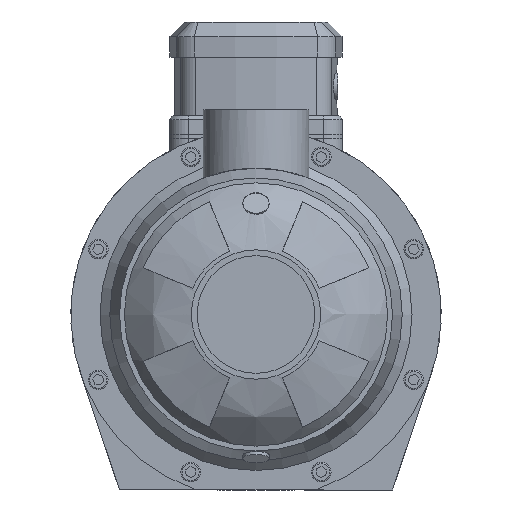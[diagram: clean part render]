
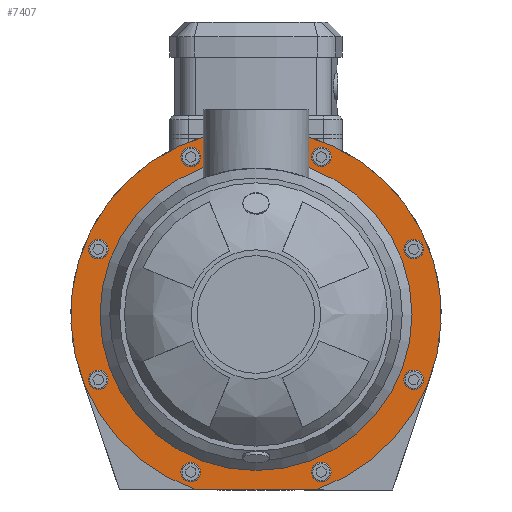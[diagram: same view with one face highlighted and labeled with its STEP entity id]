
A CAD part, left-side view. The second image highlights one B-rep face of the part: STEP entity #7407.
In plain terms, the highlighted planar face has unit normal (-1, 0, 0).
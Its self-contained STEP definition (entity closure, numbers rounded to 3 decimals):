
#155=LINE('',#10974,#827);
#827=VECTOR('',#8688,60.828);
#1501=PLANE('',#7877);
#1800=FACE_BOUND('',#2331,.T.);
#1801=FACE_BOUND('',#2332,.T.);
#1802=FACE_BOUND('',#2333,.T.);
#1803=FACE_BOUND('',#2334,.T.);
#1804=FACE_BOUND('',#2335,.T.);
#1805=FACE_BOUND('',#2336,.T.);
#1806=FACE_BOUND('',#2337,.T.);
#1807=FACE_BOUND('',#2338,.T.);
#1808=FACE_BOUND('',#2339,.T.);
#1873=FACE_OUTER_BOUND('',#2330,.T.);
#2330=EDGE_LOOP('',(#5090,#5091));
#2331=EDGE_LOOP('',(#5092));
#2332=EDGE_LOOP('',(#5093));
#2333=EDGE_LOOP('',(#5094));
#2334=EDGE_LOOP('',(#5095));
#2335=EDGE_LOOP('',(#5096));
#2336=EDGE_LOOP('',(#5097));
#2337=EDGE_LOOP('',(#5098));
#2338=EDGE_LOOP('',(#5099));
#2339=EDGE_LOOP('',(#5100));
#2853=CIRCLE('',#7875,95.);
#2855=CIRCLE('',#7878,80.);
#2856=CIRCLE('',#7879,5.);
#2857=CIRCLE('',#7880,5.);
#2858=CIRCLE('',#7881,5.);
#2859=CIRCLE('',#7882,5.);
#2860=CIRCLE('',#7883,5.);
#2861=CIRCLE('',#7884,5.);
#2862=CIRCLE('',#7885,5.);
#2863=CIRCLE('',#7886,5.);
#3229=VERTEX_POINT('',#10972);
#3230=VERTEX_POINT('',#10973);
#3233=VERTEX_POINT('',#10984);
#3234=VERTEX_POINT('',#10986);
#3235=VERTEX_POINT('',#10988);
#3236=VERTEX_POINT('',#10990);
#3237=VERTEX_POINT('',#10992);
#3238=VERTEX_POINT('',#10994);
#3239=VERTEX_POINT('',#10996);
#3240=VERTEX_POINT('',#10998);
#3241=VERTEX_POINT('',#11000);
#3970=EDGE_CURVE('',#3229,#3230,#155,.T.);
#3974=EDGE_CURVE('',#3230,#3229,#2853,.T.);
#3976=EDGE_CURVE('',#3233,#3233,#2855,.T.);
#3977=EDGE_CURVE('',#3234,#3234,#2856,.T.);
#3978=EDGE_CURVE('',#3235,#3235,#2857,.T.);
#3979=EDGE_CURVE('',#3236,#3236,#2858,.T.);
#3980=EDGE_CURVE('',#3237,#3237,#2859,.T.);
#3981=EDGE_CURVE('',#3238,#3238,#2860,.T.);
#3982=EDGE_CURVE('',#3239,#3239,#2861,.T.);
#3983=EDGE_CURVE('',#3240,#3240,#2862,.T.);
#3984=EDGE_CURVE('',#3241,#3241,#2863,.T.);
#5090=ORIENTED_EDGE('',*,*,#3970,.F.);
#5091=ORIENTED_EDGE('',*,*,#3974,.F.);
#5092=ORIENTED_EDGE('',*,*,#3976,.T.);
#5093=ORIENTED_EDGE('',*,*,#3977,.T.);
#5094=ORIENTED_EDGE('',*,*,#3978,.T.);
#5095=ORIENTED_EDGE('',*,*,#3979,.T.);
#5096=ORIENTED_EDGE('',*,*,#3980,.T.);
#5097=ORIENTED_EDGE('',*,*,#3981,.T.);
#5098=ORIENTED_EDGE('',*,*,#3982,.T.);
#5099=ORIENTED_EDGE('',*,*,#3983,.T.);
#5100=ORIENTED_EDGE('',*,*,#3984,.T.);
#7407=ADVANCED_FACE('',(#1873,#1800,#1801,#1802,#1803,#1804,#1805,#1806,
#1807,#1808),#1501,.T.);
#7875=AXIS2_PLACEMENT_3D('',#10981,#8694,#8695);
#7877=AXIS2_PLACEMENT_3D('',#10983,#8698,#8699);
#7878=AXIS2_PLACEMENT_3D('',#10985,#8700,#8701);
#7879=AXIS2_PLACEMENT_3D('',#10987,#8702,#8703);
#7880=AXIS2_PLACEMENT_3D('',#10989,#8704,#8705);
#7881=AXIS2_PLACEMENT_3D('',#10991,#8706,#8707);
#7882=AXIS2_PLACEMENT_3D('',#10993,#8708,#8709);
#7883=AXIS2_PLACEMENT_3D('',#10995,#8710,#8711);
#7884=AXIS2_PLACEMENT_3D('',#10997,#8712,#8713);
#7885=AXIS2_PLACEMENT_3D('',#10999,#8714,#8715);
#7886=AXIS2_PLACEMENT_3D('',#11001,#8716,#8717);
#8688=DIRECTION('',(0.,1.,0.));
#8694=DIRECTION('center_axis',(1.,0.,0.));
#8695=DIRECTION('ref_axis',(0.,0.,
1.));
#8698=DIRECTION('center_axis',(-1.,0.,0.));
#8699=DIRECTION('ref_axis',(0.,-1.,0.));
#8700=DIRECTION('center_axis',(1.,0.,0.));
#8701=DIRECTION('ref_axis',(0.,0.,
1.));
#8702=DIRECTION('center_axis',(1.,0.,0.));
#8703=DIRECTION('ref_axis',(0.,-1.,0.));
#8704=DIRECTION('center_axis',(1.,0.,0.));
#8705=DIRECTION('ref_axis',(0.,-0.707,-0.707));
#8706=DIRECTION('center_axis',(1.,0.,0.));
#8707=DIRECTION('ref_axis',(0.,0.,-1.));
#8708=DIRECTION('center_axis',(1.,0.,0.));
#8709=DIRECTION('ref_axis',(0.,0.707,-0.707));
#8710=DIRECTION('center_axis',(1.,0.,0.));
#8711=DIRECTION('ref_axis',(0.,1.,0.));
#8712=DIRECTION('center_axis',(1.,0.,0.));
#8713=DIRECTION('ref_axis',(0.,0.707,0.707));
#8714=DIRECTION('center_axis',(1.,0.,0.));
#8715=DIRECTION('ref_axis',(0.,0.,
1.));
#8716=DIRECTION('center_axis',(1.,0.,0.));
#8717=DIRECTION('ref_axis',(0.,-0.707,0.707));
#10972=CARTESIAN_POINT('',(45.,-30.414,0.));
#10973=CARTESIAN_POINT('',(45.,30.414,0.));
#10974=CARTESIAN_POINT('',(45.,0.,0.));
#10981=CARTESIAN_POINT('Origin',(45.,0.,90.));
#10983=CARTESIAN_POINT('Origin',(45.,0.,177.5));
#10984=CARTESIAN_POINT('',(45.,0.,170.));
#10985=CARTESIAN_POINT('Origin',(45.,0.,90.));
#10986=CARTESIAN_POINT('',(45.,-28.485,9.161));
#10987=CARTESIAN_POINT('Origin',(45.,-33.485,9.161));
#10988=CARTESIAN_POINT('',(45.,37.02,12.696));
#10989=CARTESIAN_POINT('Origin',(45.,33.485,9.161));
#10990=CARTESIAN_POINT('',(45.,80.839,61.515));
#10991=CARTESIAN_POINT('Origin',(45.,80.839,56.515));
#10992=CARTESIAN_POINT('',(45.,77.304,127.02));
#10993=CARTESIAN_POINT('Origin',(45.,80.839,123.485));
#10994=CARTESIAN_POINT('',(45.,28.485,170.839));
#10995=CARTESIAN_POINT('Origin',(45.,33.485,170.839));
#10996=CARTESIAN_POINT('',(45.,-37.02,167.304));
#10997=CARTESIAN_POINT('Origin',(45.,-33.485,170.839));
#10998=CARTESIAN_POINT('',(45.,-80.839,118.485));
#10999=CARTESIAN_POINT('Origin',(45.,-80.839,123.485));
#11000=CARTESIAN_POINT('',(45.,-77.304,52.98));
#11001=CARTESIAN_POINT('Origin',(45.,-80.839,56.515));
